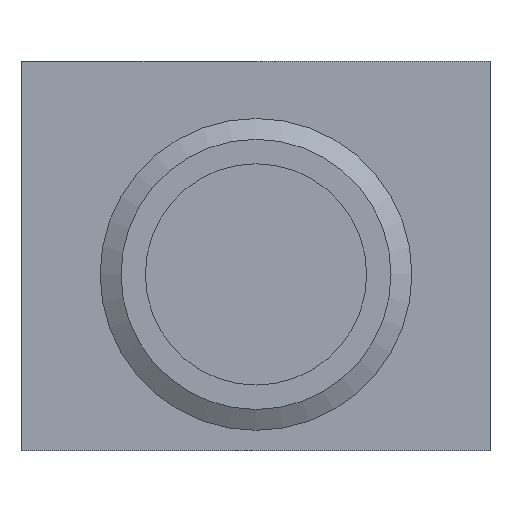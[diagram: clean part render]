
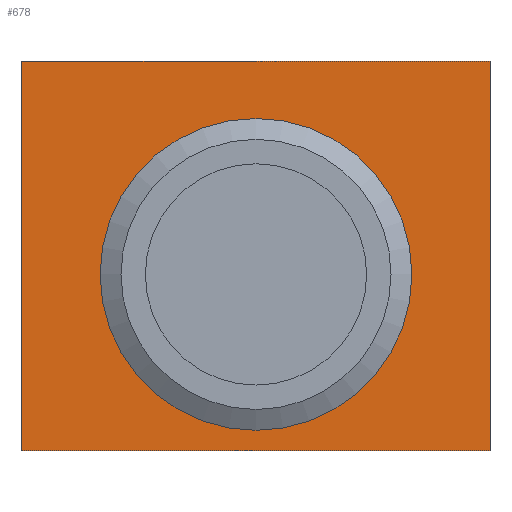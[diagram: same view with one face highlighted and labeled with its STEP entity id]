
A CAD part, front view. The second image highlights one B-rep face of the part: STEP entity #678.
In plain terms, the highlighted planar face has unit normal (0, -1, 0).
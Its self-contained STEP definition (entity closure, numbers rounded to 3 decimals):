
#19=FACE_BOUND('',#92,.T.);
#22=PLANE('',#735);
#55=FACE_OUTER_BOUND('',#91,.T.);
#91=EDGE_LOOP('',(#485,#486,#487,#488));
#92=EDGE_LOOP('',(#489,#490));
#130=LINE('',#1002,#209);
#131=LINE('',#1004,#210);
#132=LINE('',#1006,#211);
#133=LINE('',#1007,#212);
#209=VECTOR('',#808,1.);
#210=VECTOR('',#809,1.);
#211=VECTOR('',#810,1.);
#212=VECTOR('',#811,1.);
#287=CIRCLE('',#729,2.75);
#288=CIRCLE('',#730,2.75);
#308=VERTEX_POINT('',#987);
#309=VERTEX_POINT('',#989);
#312=VERTEX_POINT('',#1000);
#313=VERTEX_POINT('',#1001);
#314=VERTEX_POINT('',#1003);
#315=VERTEX_POINT('',#1005);
#376=EDGE_CURVE('',#309,#308,#287,.T.);
#377=EDGE_CURVE('',#308,#309,#288,.T.);
#382=EDGE_CURVE('',#312,#313,#130,.T.);
#383=EDGE_CURVE('',#312,#314,#131,.T.);
#384=EDGE_CURVE('',#314,#315,#132,.T.);
#385=EDGE_CURVE('',#313,#315,#133,.T.);
#485=ORIENTED_EDGE('',*,*,#382,.F.);
#486=ORIENTED_EDGE('',*,*,#383,.T.);
#487=ORIENTED_EDGE('',*,*,#384,.T.);
#488=ORIENTED_EDGE('',*,*,#385,.F.);
#489=ORIENTED_EDGE('',*,*,#376,.T.);
#490=ORIENTED_EDGE('',*,*,#377,.T.);
#678=ADVANCED_FACE('',(#55,#19),#22,.F.);
#729=AXIS2_PLACEMENT_3D('',#990,#793,#794);
#730=AXIS2_PLACEMENT_3D('',#991,#795,#796);
#735=AXIS2_PLACEMENT_3D('',#999,#806,#807);
#793=DIRECTION('center_axis',(0.,1.,0.));
#794=DIRECTION('ref_axis',(-1.,0.,0.));
#795=DIRECTION('center_axis',(0.,1.,0.));
#796=DIRECTION('ref_axis',(-1.,0.,0.));
#806=DIRECTION('center_axis',(0.,1.,0.));
#807=DIRECTION('ref_axis',(0.,0.,-1.));
#808=DIRECTION('',(1.,0.,0.));
#809=DIRECTION('',(0.,0.,-1.));
#810=DIRECTION('',(1.,0.,0.));
#811=DIRECTION('',(0.,0.,-1.));
#987=CARTESIAN_POINT('',(2.75,-1.65,0.));
#989=CARTESIAN_POINT('',(-2.75,-1.65,0.));
#990=CARTESIAN_POINT('Origin',(0.,-1.65,0.));
#991=CARTESIAN_POINT('Origin',(0.,-1.65,0.));
#999=CARTESIAN_POINT('Origin',(-4.765,-1.65,4.34));
#1000=CARTESIAN_POINT('',(-4.765,-1.65,4.34));
#1001=CARTESIAN_POINT('',(4.765,-1.65,4.34));
#1002=CARTESIAN_POINT('',(-4.765,-1.65,4.34));
#1003=CARTESIAN_POINT('',(-4.765,-1.65,-3.59));
#1004=CARTESIAN_POINT('',(-4.765,-1.65,4.34));
#1005=CARTESIAN_POINT('',(4.765,-1.65,-3.59));
#1006=CARTESIAN_POINT('',(-4.765,-1.65,-3.59));
#1007=CARTESIAN_POINT('',(4.765,-1.65,4.34));
